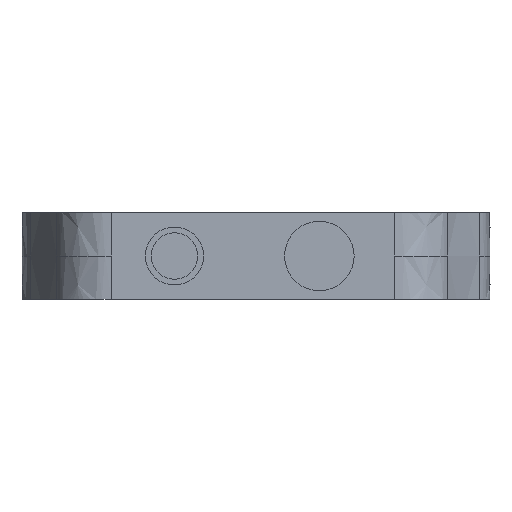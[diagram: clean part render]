
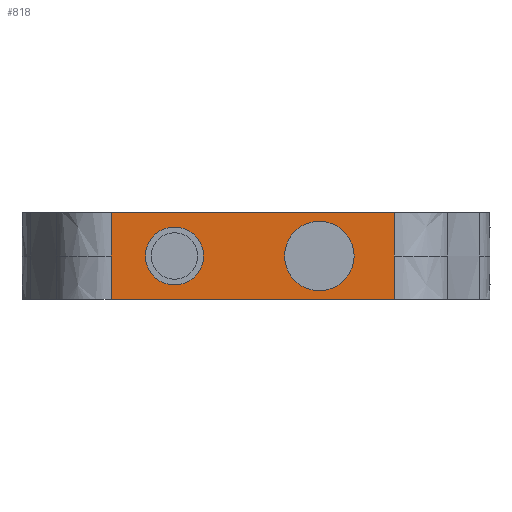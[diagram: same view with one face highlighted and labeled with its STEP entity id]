
A CAD part, left-side view. The second image highlights one B-rep face of the part: STEP entity #818.
In plain terms, the highlighted planar face has unit normal (-1, 0, 0).
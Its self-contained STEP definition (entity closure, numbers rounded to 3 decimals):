
#25 = DIRECTION ( 'NONE',  ( 0., -1., 0. ) ) ;
#72 = CARTESIAN_POINT ( 'NONE',  ( -50.805, -12.163, 15. ) ) ;
#134 = EDGE_CURVE ( 'NONE', #709, #983, #1339, .T. ) ;
#156 = AXIS2_PLACEMENT_3D ( 'NONE', #1471, #3228, #2488 ) ;
#164 = ORIENTED_EDGE ( 'NONE', *, *, #1435, .T. ) ;
#210 = AXIS2_PLACEMENT_3D ( 'NONE', #2565, #3097, #3067 ) ;
#224 = CARTESIAN_POINT ( 'NONE',  ( -50.805, 36.669, 15. ) ) ;
#271 = EDGE_CURVE ( 'NONE', #1522, #1157, #1976, .T. ) ;
#297 = CARTESIAN_POINT ( 'NONE',  ( -50.805, -12.163, 5. ) ) ;
#304 = CARTESIAN_POINT ( 'NONE',  ( -50.805, 36.669, 7.5 ) ) ;
#468 = FACE_OUTER_BOUND ( 'NONE', #2091, .T. ) ;
#473 = CARTESIAN_POINT ( 'NONE',  ( -50.805, 36.669, 10. ) ) ;
#595 = VERTEX_POINT ( 'NONE', #2620 ) ;
#597 = AXIS2_PLACEMENT_3D ( 'NONE', #2575, #727, #2786 ) ;
#628 = CARTESIAN_POINT ( 'NONE',  ( -50.805, 54.287, 0. ) ) ;
#709 = VERTEX_POINT ( 'NONE', #1918 ) ;
#727 = DIRECTION ( 'NONE',  ( -1., 0., 0. ) ) ;
#737 = B_SPLINE_CURVE_WITH_KNOTS ( 'NONE', 3,
 ( #304, #2848, #1586, #2615 ),
 .UNSPECIFIED., .F., .F.,
 ( 4, 4 ),
 ( 0., 1. ),
 .UNSPECIFIED. ) ;
#749 = CIRCLE ( 'NONE', #2837, 6. ) ;
#818 = ADVANCED_FACE ( 'NONE', ( #3047, #1284, #468 ), #1967, .F. ) ;
#842 = CARTESIAN_POINT ( 'NONE',  ( -50.805, 36.669, 15. ) ) ;
#899 = EDGE_CURVE ( 'NONE', #3263, #595, #2830, .T. ) ;
#969 = ORIENTED_EDGE ( 'NONE', *, *, #2607, .F. ) ;
#982 = CARTESIAN_POINT ( 'NONE',  ( -50.805, -12.163, 12.5 ) ) ;
#983 = VERTEX_POINT ( 'NONE', #842 ) ;
#1011 = ORIENTED_EDGE ( 'NONE', *, *, #1591, .F. ) ;
#1028 = AXIS2_PLACEMENT_3D ( 'NONE', #3270, #1790, #25 ) ;
#1029 = CARTESIAN_POINT ( 'NONE',  ( -50.805, -12.163, 15. ) ) ;
#1077 = CARTESIAN_POINT ( 'NONE',  ( -50.805, -12.163, 7.5 ) ) ;
#1157 = VERTEX_POINT ( 'NONE', #2093 ) ;
#1189 = CIRCLE ( 'NONE', #597, 6. ) ;
#1284 = FACE_BOUND ( 'NONE', #1699, .T. ) ;
#1294 = ORIENTED_EDGE ( 'NONE', *, *, #899, .F. ) ;
#1318 = CARTESIAN_POINT ( 'NONE',  ( -50.805, 6.789, 7.5 ) ) ;
#1339 = B_SPLINE_CURVE_WITH_KNOTS ( 'NONE', 3,
 ( #1523, #473, #2517, #224 ),
 .UNSPECIFIED., .F., .F.,
 ( 4, 4 ),
 ( 0., 1. ),
 .UNSPECIFIED. ) ;
#1383 = ORIENTED_EDGE ( 'NONE', *, *, #2626, .F. ) ;
#1435 = EDGE_CURVE ( 'NONE', #2733, #1522, #2918, .T. ) ;
#1471 = CARTESIAN_POINT ( 'NONE',  ( -50.805, 54.287, 7.5 ) ) ;
#1520 = CARTESIAN_POINT ( 'NONE',  ( -50.805, -12.163, 0. ) ) ;
#1522 = VERTEX_POINT ( 'NONE', #1520 ) ;
#1523 = CARTESIAN_POINT ( 'NONE',  ( -50.805, 36.669, 7.5 ) ) ;
#1574 = VERTEX_POINT ( 'NONE', #2340 ) ;
#1580 = CARTESIAN_POINT ( 'NONE',  ( -50.805, -12.163, 0. ) ) ;
#1585 = B_SPLINE_CURVE_WITH_KNOTS ( 'NONE', 3,
 ( #1029, #982, #2051, #3065 ),
 .UNSPECIFIED., .F., .F.,
 ( 4, 4 ),
 ( 0., 1. ),
 .UNSPECIFIED. ) ;
#1586 = CARTESIAN_POINT ( 'NONE',  ( -50.805, 36.669, 2.5 ) ) ;
#1591 = EDGE_CURVE ( 'NONE', #1574, #3037, #749, .T. ) ;
#1636 = EDGE_CURVE ( 'NONE', #709, #2733, #737, .T. ) ;
#1638 = ORIENTED_EDGE ( 'NONE', *, *, #134, .F. ) ;
#1648 = CARTESIAN_POINT ( 'NONE',  ( -50.805, 54.287, 15. ) ) ;
#1654 = DIRECTION ( 'NONE',  ( 0., -1., 0. ) ) ;
#1669 = EDGE_LOOP ( 'NONE', ( #969, #1011 ) ) ;
#1697 = DIRECTION ( 'NONE',  ( 0., -1., 0. ) ) ;
#1699 = EDGE_LOOP ( 'NONE', ( #1294, #1383 ) ) ;
#1717 = VECTOR ( 'NONE', #1697, 1000. ) ;
#1779 = EDGE_CURVE ( 'NONE', #983, #3143, #1948, .T. ) ;
#1790 = DIRECTION ( 'NONE',  ( -1., 0., 0. ) ) ;
#1798 = ORIENTED_EDGE ( 'NONE', *, *, #1779, .F. ) ;
#1814 = DIRECTION ( 'NONE',  ( -1., 0., 0. ) ) ;
#1835 = DIRECTION ( 'NONE',  ( 0., 1., 0. ) ) ;
#1889 = ORIENTED_EDGE ( 'NONE', *, *, #3289, .F. ) ;
#1918 = CARTESIAN_POINT ( 'NONE',  ( -50.805, 36.669, 7.5 ) ) ;
#1948 = LINE ( 'NONE', #1648, #1717 ) ;
#1967 = PLANE ( 'NONE',  #156 ) ;
#1976 = B_SPLINE_CURVE_WITH_KNOTS ( 'NONE', 3,
 ( #1580, #2596, #297, #1077 ),
 .UNSPECIFIED., .F., .F.,
 ( 4, 4 ),
 ( 0., 1. ),
 .UNSPECIFIED. ) ;
#2051 = CARTESIAN_POINT ( 'NONE',  ( -50.805, -12.163, 10. ) ) ;
#2091 = EDGE_LOOP ( 'NONE', ( #2483, #1889, #1798, #1638, #2967, #164 ) ) ;
#2093 = CARTESIAN_POINT ( 'NONE',  ( -50.805, -12.163, 7.5 ) ) ;
#2287 = CARTESIAN_POINT ( 'NONE',  ( -50.805, 20.789, 7.5 ) ) ;
#2340 = CARTESIAN_POINT ( 'NONE',  ( -50.805, -5.211, 7.5 ) ) ;
#2373 = CARTESIAN_POINT ( 'NONE',  ( -50.805, 0.789, 7.5 ) ) ;
#2468 = CIRCLE ( 'NONE', #1028, 5. ) ;
#2483 = ORIENTED_EDGE ( 'NONE', *, *, #271, .T. ) ;
#2488 = DIRECTION ( 'NONE',  ( 0., 1., 0. ) ) ;
#2517 = CARTESIAN_POINT ( 'NONE',  ( -50.805, 36.669, 12.5 ) ) ;
#2565 = CARTESIAN_POINT ( 'NONE',  ( -50.805, 25.789, 7.5 ) ) ;
#2575 = CARTESIAN_POINT ( 'NONE',  ( -50.805, 0.789, 7.5 ) ) ;
#2596 = CARTESIAN_POINT ( 'NONE',  ( -50.805, -12.163, 2.5 ) ) ;
#2607 = EDGE_CURVE ( 'NONE', #3037, #1574, #1189, .T. ) ;
#2615 = CARTESIAN_POINT ( 'NONE',  ( -50.805, 36.669, 0. ) ) ;
#2620 = CARTESIAN_POINT ( 'NONE',  ( -50.805, 30.789, 7.5 ) ) ;
#2626 = EDGE_CURVE ( 'NONE', #595, #3263, #2468, .T. ) ;
#2733 = VERTEX_POINT ( 'NONE', #3153 ) ;
#2786 = DIRECTION ( 'NONE',  ( 0., 1., 0. ) ) ;
#2830 = CIRCLE ( 'NONE', #210, 5. ) ;
#2837 = AXIS2_PLACEMENT_3D ( 'NONE', #2373, #1814, #1835 ) ;
#2848 = CARTESIAN_POINT ( 'NONE',  ( -50.805, 36.669, 5. ) ) ;
#2918 = LINE ( 'NONE', #628, #3201 ) ;
#2967 = ORIENTED_EDGE ( 'NONE', *, *, #1636, .T. ) ;
#3037 = VERTEX_POINT ( 'NONE', #1318 ) ;
#3047 = FACE_BOUND ( 'NONE', #1669, .T. ) ;
#3065 = CARTESIAN_POINT ( 'NONE',  ( -50.805, -12.163, 7.5 ) ) ;
#3067 = DIRECTION ( 'NONE',  ( 0., -1., 0. ) ) ;
#3097 = DIRECTION ( 'NONE',  ( -1., 0., 0. ) ) ;
#3143 = VERTEX_POINT ( 'NONE', #72 ) ;
#3153 = CARTESIAN_POINT ( 'NONE',  ( -50.805, 36.669, 0. ) ) ;
#3201 = VECTOR ( 'NONE', #1654, 1000. ) ;
#3228 = DIRECTION ( 'NONE',  ( 1., 0., 0. ) ) ;
#3263 = VERTEX_POINT ( 'NONE', #2287 ) ;
#3270 = CARTESIAN_POINT ( 'NONE',  ( -50.805, 25.789, 7.5 ) ) ;
#3289 = EDGE_CURVE ( 'NONE', #3143, #1157, #1585, .T. ) ;
